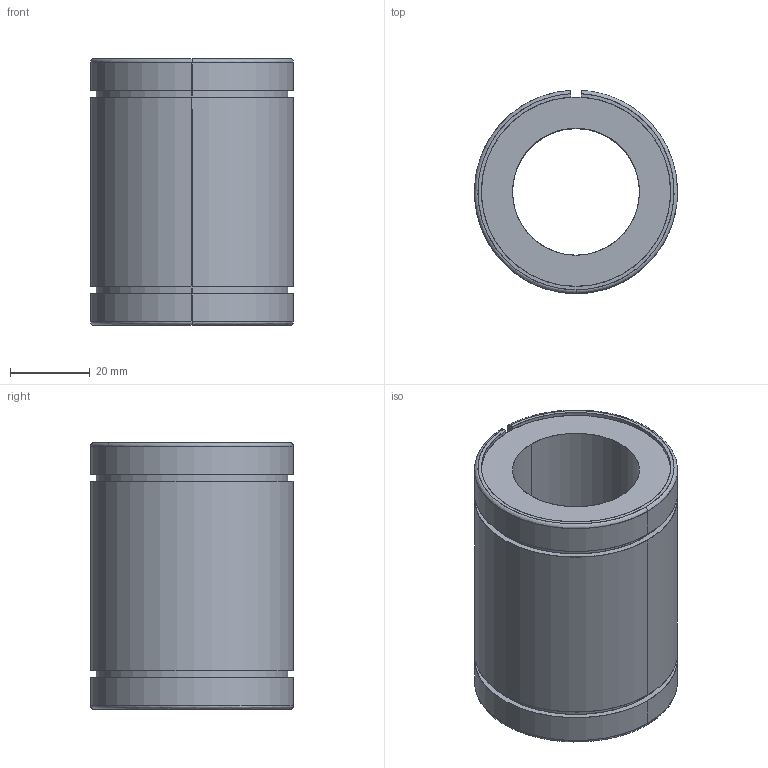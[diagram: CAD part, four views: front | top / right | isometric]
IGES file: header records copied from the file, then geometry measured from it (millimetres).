
Start section: SolidWorks IGES file using analytic representation for surfaces
Global section: file name: BallBearing_6D73180E8F.igs; native system: SolidWorks 2019; preprocessor: SolidWorks 2019; author: PCM_PROD1; date: 210630.091443; units: inch
Bounding box: 50.8 x 50.77 x 66.67 mm (x, y, z)
Surface area: 20783.9 mm2 (no closed solid volume)
Topology: 0 solids, 0 shells, 31 faces, 1190 edges, 1190 vertices
Faces by surface type: revolution 17, bspline 14
